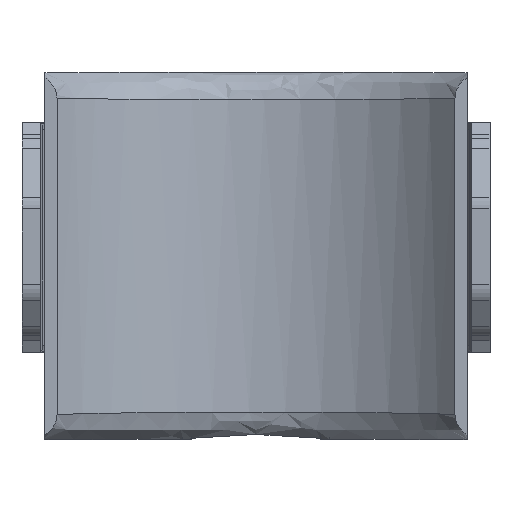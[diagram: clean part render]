
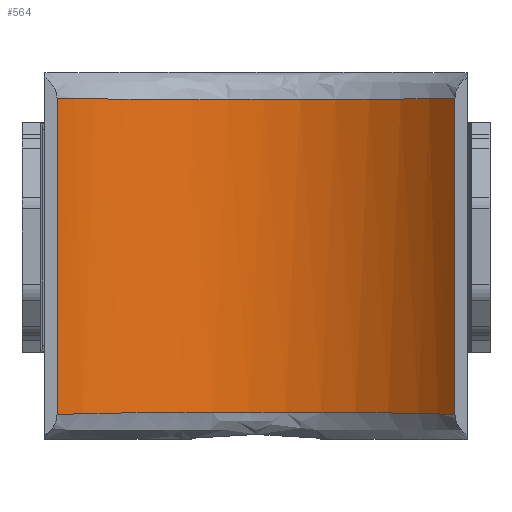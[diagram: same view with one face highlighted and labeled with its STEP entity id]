
A CAD part, front view. The second image highlights one B-rep face of the part: STEP entity #564.
In plain terms, the highlighted cylindrical face has radius 28.5 mm (diameter 57 mm), a partial arc.
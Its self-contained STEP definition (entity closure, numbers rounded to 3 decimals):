
#140 = CARTESIAN_POINT ( 'NONE',  ( 12.41, -2.839, 17.08 ) ) ;
#211 = CARTESIAN_POINT ( 'NONE',  ( 13.779, -3.547, -17.092 ) ) ;
#534 = B_SPLINE_CURVE_WITH_KNOTS ( 'NONE', 3,
 ( #14384, #11164, #6471, #1701, #8127, #17505, #4816, #12515, #140, #4923, #3353, #16042, #14486, #10952, #11361, #4717, #9283, #15728, #17289, #3145, #15837, #3038, #9387, #1491, #9493, #1598, #646, #5215, #11863, #8425, #746, #10100, #3851, #13117 ),
 .UNSPECIFIED., .F., .F.,
 ( 4, 2, 2, 2, 2, 2, 2, 2, 2, 2, 2, 2, 2, 2, 2, 2, 4 ),
 ( 0., 0.006, 0.009, 0.011, 0.012, 0.018, 0.02, 0.021, 0.024, 0.031, 0.034, 0.035, 0.037, 0.043, 0.044, 0.046, 0.049 ),
 .UNSPECIFIED. ) ;
#564 = ADVANCED_FACE ( 'NONE', ( #19018 ), #4970, .F. ) ;
#646 = CARTESIAN_POINT ( 'NONE',  ( -15.54, -4.52, 17.108 ) ) ;
#746 = CARTESIAN_POINT ( 'NONE',  ( -19.173, -7.407, 17.169 ) ) ;
#1457 = CARTESIAN_POINT ( 'NONE',  ( 1.034, 0., -17.042 ) ) ;
#1491 = CARTESIAN_POINT ( 'NONE',  ( -10.994, -2.201, 17.071 ) ) ;
#1598 = CARTESIAN_POINT ( 'NONE',  ( -13.787, -3.473, 17.09 ) ) ;
#1701 = CARTESIAN_POINT ( 'NONE',  ( 16.407, -5.174, 17.121 ) ) ;
#1767 = CARTESIAN_POINT ( 'NONE',  ( 10.089, -1.767, -17.064 ) ) ;
#1768 = CARTESIAN_POINT ( 'NONE',  ( 21.679, -10., -17.234 ) ) ;
#2409 = EDGE_CURVE ( 'NONE', #9051, #5124, #16599, .T. ) ;
#3004 = CARTESIAN_POINT ( 'NONE',  ( -20.297, -8.466, -17.194 ) ) ;
#3038 = CARTESIAN_POINT ( 'NONE',  ( -9.551, -1.643, 17.063 ) ) ;
#3145 = CARTESIAN_POINT ( 'NONE',  ( -7.095, -0.878, 17.052 ) ) ;
#3353 = CARTESIAN_POINT ( 'NONE',  ( 8.154, -1.114, 17.055 ) ) ;
#3851 = CARTESIAN_POINT ( 'NONE',  ( -21.008, -9.213, 17.213 ) ) ;
#4577 = CARTESIAN_POINT ( 'NONE',  ( -7.095, -0.878, -17.052 ) ) ;
#4603 = CARTESIAN_POINT ( 'NONE',  ( 21.679, -10., 17.234 ) ) ;
#4681 = CARTESIAN_POINT ( 'NONE',  ( 4.111, -0.293, -17.045 ) ) ;
#4717 = CARTESIAN_POINT ( 'NONE',  ( 2.064, -0.056, 17.043 ) ) ;
#4816 = CARTESIAN_POINT ( 'NONE',  ( 13.779, -3.547, 17.092 ) ) ;
#4866 = CARTESIAN_POINT ( 'NONE',  ( 0., -28.5, 20. ) ) ;
#4923 = CARTESIAN_POINT ( 'NONE',  ( 10.089, -1.767, 17.064 ) ) ;
#4970 = CYLINDRICAL_SURFACE ( 'NONE', #5472, 28.5 ) ;
#5124 = VERTEX_POINT ( 'NONE', #1768 ) ;
#5215 = CARTESIAN_POINT ( 'NONE',  ( -17.594, -6.073, 17.139 ) ) ;
#5472 = AXIS2_PLACEMENT_3D ( 'NONE', #4866, #14224, #7751 ) ;
#5834 = CARTESIAN_POINT ( 'NONE',  ( -13.787, -3.473, -17.09 ) ) ;
#6230 = CARTESIAN_POINT ( 'NONE',  ( -2.07, 0., -17.042 ) ) ;
#6460 = LINE ( 'NONE', #16126, #20493 ) ;
#6471 = CARTESIAN_POINT ( 'NONE',  ( 18.848, -7.025, 17.159 ) ) ;
#6600 = EDGE_CURVE ( 'NONE', #9051, #9231, #6460, .T. ) ;
#7165 = VERTEX_POINT ( 'NONE', #4603 ) ;
#7392 = CARTESIAN_POINT ( 'NONE',  ( -18.788, -7.063, -17.161 ) ) ;
#7751 = DIRECTION ( 'NONE',  ( -1., 0., 0. ) ) ;
#7774 = CARTESIAN_POINT ( 'NONE',  ( 2.064, -0.056, -17.043 ) ) ;
#7885 = CARTESIAN_POINT ( 'NONE',  ( -11.465, -2.403, -17.074 ) ) ;
#8096 = CARTESIAN_POINT ( 'NONE',  ( 14.229, -3.801, -17.096 ) ) ;
#8127 = CARTESIAN_POINT ( 'NONE',  ( 15.557, -4.598, 17.11 ) ) ;
#8425 = CARTESIAN_POINT ( 'NONE',  ( -18.788, -7.063, 17.161 ) ) ;
#8639 = ORIENTED_EDGE ( 'NONE', *, *, #20135, .T. ) ;
#9051 = VERTEX_POINT ( 'NONE', #10242 ) ;
#9231 = VERTEX_POINT ( 'NONE', #10443 ) ;
#9283 = CARTESIAN_POINT ( 'NONE',  ( 1.034, 0., 17.042 ) ) ;
#9352 = CARTESIAN_POINT ( 'NONE',  ( -4.102, -0.223, -17.044 ) ) ;
#9387 = CARTESIAN_POINT ( 'NONE',  ( -10.038, -1.821, 17.065 ) ) ;
#9426 = CARTESIAN_POINT ( 'NONE',  ( 15.557, -4.598, -17.11 ) ) ;
#9457 = CARTESIAN_POINT ( 'NONE',  ( 5.129, -0.461, -17.047 ) ) ;
#9493 = CARTESIAN_POINT ( 'NONE',  ( -11.465, -2.403, 17.074 ) ) ;
#9568 = CARTESIAN_POINT ( 'NONE',  ( -10.038, -1.821, -17.065 ) ) ;
#9588 = DIRECTION ( 'NONE',  ( 0., 0., 1. ) ) ;
#9666 = CARTESIAN_POINT ( 'NONE',  ( 12.41, -2.839, -17.08 ) ) ;
#9822 = DIRECTION ( 'NONE',  ( 0., 0., -1. ) ) ;
#10100 = CARTESIAN_POINT ( 'NONE',  ( -20.297, -8.466, 17.194 ) ) ;
#10242 = CARTESIAN_POINT ( 'NONE',  ( -21.679, -10., -17.234 ) ) ;
#10443 = CARTESIAN_POINT ( 'NONE',  ( -21.679, -10., 17.234 ) ) ;
#10901 = ORIENTED_EDGE ( 'NONE', *, *, #6600, .F. ) ;
#10952 = CARTESIAN_POINT ( 'NONE',  ( 4.111, -0.293, 17.045 ) ) ;
#11100 = CARTESIAN_POINT ( 'NONE',  ( 16.407, -5.174, -17.121 ) ) ;
#11131 = CARTESIAN_POINT ( 'NONE',  ( -21.008, -9.213, -17.213 ) ) ;
#11164 = CARTESIAN_POINT ( 'NONE',  ( 20.336, -8.426, 17.191 ) ) ;
#11361 = CARTESIAN_POINT ( 'NONE',  ( 3.6, -0.224, 17.045 ) ) ;
#11863 = CARTESIAN_POINT ( 'NONE',  ( -17.999, -6.397, 17.146 ) ) ;
#12090 = CARTESIAN_POINT ( 'NONE',  ( -21.679, -10., -17.234 ) ) ;
#12242 = CARTESIAN_POINT ( 'NONE',  ( 18.848, -7.025, -17.159 ) ) ;
#12515 = CARTESIAN_POINT ( 'NONE',  ( 12.87, -3.066, 17.084 ) ) ;
#12587 = CARTESIAN_POINT ( 'NONE',  ( -8.083, -1.151, -17.056 ) ) ;
#12953 = LINE ( 'NONE', #19297, #17181 ) ;
#13117 = CARTESIAN_POINT ( 'NONE',  ( -21.679, -10., 17.234 ) ) ;
#13752 = CARTESIAN_POINT ( 'NONE',  ( -17.594, -6.073, -17.139 ) ) ;
#14224 = DIRECTION ( 'NONE',  ( 0., 0., -1. ) ) ;
#14384 = CARTESIAN_POINT ( 'NONE',  ( 21.679, -10., 17.234 ) ) ;
#14455 = CARTESIAN_POINT ( 'NONE',  ( 12.87, -3.066, -17.084 ) ) ;
#14486 = CARTESIAN_POINT ( 'NONE',  ( 5.129, -0.461, 17.047 ) ) ;
#14540 = EDGE_LOOP ( 'NONE', ( #10901, #15337, #19795, #8639 ) ) ;
#15337 = ORIENTED_EDGE ( 'NONE', *, *, #2409, .T. ) ;
#15693 = CARTESIAN_POINT ( 'NONE',  ( -17.999, -6.397, -17.146 ) ) ;
#15728 = CARTESIAN_POINT ( 'NONE',  ( -2.07, 0., 17.042 ) ) ;
#15798 = CARTESIAN_POINT ( 'NONE',  ( 5.638, -0.559, -17.049 ) ) ;
#15837 = CARTESIAN_POINT ( 'NONE',  ( -8.083, -1.151, 17.056 ) ) ;
#16008 = CARTESIAN_POINT ( 'NONE',  ( 8.154, -1.114, -17.055 ) ) ;
#16042 = CARTESIAN_POINT ( 'NONE',  ( 5.638, -0.559, 17.049 ) ) ;
#16126 = CARTESIAN_POINT ( 'NONE',  ( -21.679, -10., 20. ) ) ;
#16599 = B_SPLINE_CURVE_WITH_KNOTS ( 'NONE', 3,
 ( #12090, #11131, #3004, #16871, #7392, #15693, #13752, #20096, #5834, #7885, #17470, #9568, #18539, #12587, #4577, #9352, #6230, #1457, #7774, #18931, #4681, #9457, #15798, #16008, #1767, #9666, #14455, #211, #8096, #9426, #11100, #12242, #17021, #19010 ),
 .UNSPECIFIED., .F., .F.,
 ( 4, 2, 2, 2, 2, 2, 2, 2, 2, 2, 2, 2, 2, 2, 2, 2, 4 ),
 ( 0., 0.003, 0.005, 0.006, 0.012, 0.014, 0.015, 0.019, 0.025, 0.028, 0.029, 0.031, 0.037, 0.039, 0.04, 0.043, 0.049 ),
 .UNSPECIFIED. ) ;
#16871 = CARTESIAN_POINT ( 'NONE',  ( -19.173, -7.407, -17.169 ) ) ;
#17021 = CARTESIAN_POINT ( 'NONE',  ( 20.336, -8.426, -17.191 ) ) ;
#17181 = VECTOR ( 'NONE', #9822, 1000. ) ;
#17289 = CARTESIAN_POINT ( 'NONE',  ( -4.102, -0.223, 17.044 ) ) ;
#17470 = CARTESIAN_POINT ( 'NONE',  ( -10.994, -2.201, -17.071 ) ) ;
#17505 = CARTESIAN_POINT ( 'NONE',  ( 14.229, -3.801, 17.096 ) ) ;
#18539 = CARTESIAN_POINT ( 'NONE',  ( -9.551, -1.643, -17.063 ) ) ;
#18931 = CARTESIAN_POINT ( 'NONE',  ( 3.6, -0.224, -17.045 ) ) ;
#19010 = CARTESIAN_POINT ( 'NONE',  ( 21.679, -10., -17.234 ) ) ;
#19018 = FACE_OUTER_BOUND ( 'NONE', #14540, .T. ) ;
#19297 = CARTESIAN_POINT ( 'NONE',  ( 21.679, -10., 20. ) ) ;
#19339 = EDGE_CURVE ( 'NONE', #7165, #5124, #12953, .T. ) ;
#19795 = ORIENTED_EDGE ( 'NONE', *, *, #19339, .F. ) ;
#20096 = CARTESIAN_POINT ( 'NONE',  ( -15.54, -4.52, -17.108 ) ) ;
#20135 = EDGE_CURVE ( 'NONE', #7165, #9231, #534, .T. ) ;
#20493 = VECTOR ( 'NONE', #9588, 1000. ) ;
